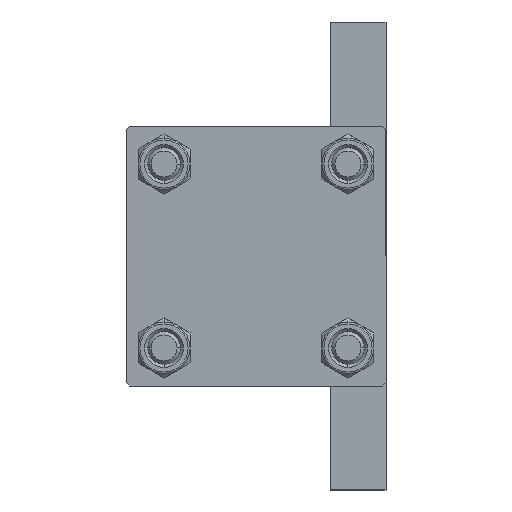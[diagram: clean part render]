
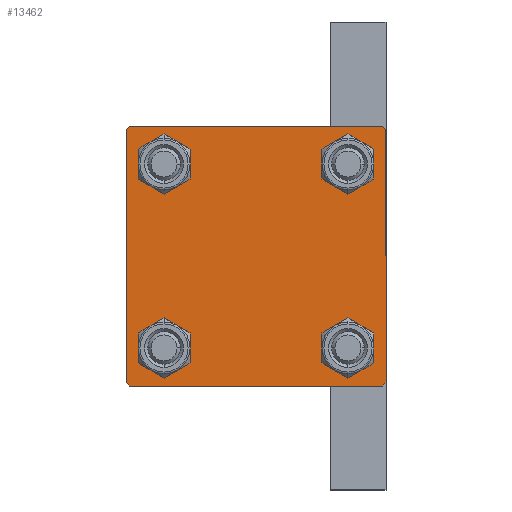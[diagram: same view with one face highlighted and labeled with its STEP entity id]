
A CAD part, left-side view. The second image highlights one B-rep face of the part: STEP entity #13462.
In plain terms, the highlighted planar face has unit normal (-1, 0, 0).
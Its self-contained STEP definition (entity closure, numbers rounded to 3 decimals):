
#34 = CARTESIAN_POINT ( 'NONE',  ( 0., 19.75, -19.75 ) ) ;
#554 = VERTEX_POINT ( 'NONE', #27057 ) ;
#691 = CARTESIAN_POINT ( 'NONE',  ( 0., 14.15, -14.15 ) ) ;
#1176 = VERTEX_POINT ( 'NONE', #12740 ) ;
#1362 = VERTEX_POINT ( 'NONE', #34843 ) ;
#1591 = VERTEX_POINT ( 'NONE', #47957 ) ;
#2161 = DIRECTION ( 'NONE',  ( 1., 0., 0. ) ) ;
#2457 = CARTESIAN_POINT ( 'NONE',  ( 0., -20., -19.5 ) ) ;
#3854 = DIRECTION ( 'NONE',  ( 0., 0., -1. ) ) ;
#4014 = ORIENTED_EDGE ( 'NONE', *, *, #39885, .T. ) ;
#4053 = DIRECTION ( 'NONE',  ( 0., 0., 1. ) ) ;
#4273 = CIRCLE ( 'NONE', #33090, 3. ) ;
#4725 = VERTEX_POINT ( 'NONE', #8507 ) ;
#4855 = CARTESIAN_POINT ( 'NONE',  ( 0., -14.15, -17.15 ) ) ;
#5255 = ORIENTED_EDGE ( 'NONE', *, *, #37931, .T. ) ;
#5419 = DIRECTION ( 'NONE',  ( 1., 0., 0. ) ) ;
#5574 = LINE ( 'NONE', #20426, #24189 ) ;
#6422 = ORIENTED_EDGE ( 'NONE', *, *, #37573, .T. ) ;
#7354 = CARTESIAN_POINT ( 'NONE',  ( 0., 20., -19.5 ) ) ;
#7776 = VERTEX_POINT ( 'NONE', #7354 ) ;
#7856 = ORIENTED_EDGE ( 'NONE', *, *, #9311, .F. ) ;
#8351 = ORIENTED_EDGE ( 'NONE', *, *, #17130, .T. ) ;
#8507 = CARTESIAN_POINT ( 'NONE',  ( 0., 19.5, -20. ) ) ;
#8564 = VECTOR ( 'NONE', #18979, 1000. ) ;
#9012 = DIRECTION ( 'NONE',  ( 0., 0., -1. ) ) ;
#9086 = EDGE_CURVE ( 'NONE', #7776, #4725, #37010, .T. ) ;
#9157 = FACE_BOUND ( 'NONE', #33449, .T. ) ;
#9311 = EDGE_CURVE ( 'NONE', #32294, #29561, #22608, .T. ) ;
#9339 = CIRCLE ( 'NONE', #13999, 3. ) ;
#10565 = EDGE_LOOP ( 'NONE', ( #29059, #14479 ) ) ;
#10797 = LINE ( 'NONE', #18355, #37185 ) ;
#12296 = CARTESIAN_POINT ( 'NONE',  ( 0., 14.15, 17.15 ) ) ;
#12693 = EDGE_CURVE ( 'NONE', #21118, #1591, #39937, .T. ) ;
#12740 = CARTESIAN_POINT ( 'NONE',  ( 0., -19.5, -20. ) ) ;
#13019 = EDGE_CURVE ( 'NONE', #29583, #48060, #4273, .T. ) ;
#13462 = ADVANCED_FACE ( 'NONE', ( #27672, #42511, #9157, #16713, #39103 ), #20599, .T. ) ;
#13939 = CIRCLE ( 'NONE', #45812, 3. ) ;
#13999 = AXIS2_PLACEMENT_3D ( 'NONE', #17570, #47514, #32405 ) ;
#14479 = ORIENTED_EDGE ( 'NONE', *, *, #13019, .T. ) ;
#15137 = DIRECTION ( 'NONE',  ( 0., 0., 1. ) ) ;
#15631 = CIRCLE ( 'NONE', #17211, 3. ) ;
#15803 = LINE ( 'NONE', #22386, #8564 ) ;
#16573 = CARTESIAN_POINT ( 'NONE',  ( 0., 20., 20. ) ) ;
#16713 = FACE_BOUND ( 'NONE', #41099, .T. ) ;
#16771 = CARTESIAN_POINT ( 'NONE',  ( 0., -14.15, 14.15 ) ) ;
#17130 = EDGE_CURVE ( 'NONE', #4725, #1176, #23510, .T. ) ;
#17211 = AXIS2_PLACEMENT_3D ( 'NONE', #19039, #30894, #15137 ) ;
#17307 = EDGE_CURVE ( 'NONE', #48060, #29583, #47968, .T. ) ;
#17570 = CARTESIAN_POINT ( 'NONE',  ( 0., -14.15, -14.15 ) ) ;
#17783 = AXIS2_PLACEMENT_3D ( 'NONE', #38206, #23602, #23367 ) ;
#18355 = CARTESIAN_POINT ( 'NONE',  ( 0., -19.75, -19.75 ) ) ;
#18435 = CARTESIAN_POINT ( 'NONE',  ( 0., 14.15, 14.15 ) ) ;
#18571 = ORIENTED_EDGE ( 'NONE', *, *, #30631, .F. ) ;
#18979 = DIRECTION ( 'NONE',  ( 0., 0.707, 0.707 ) ) ;
#19039 = CARTESIAN_POINT ( 'NONE',  ( 0., 14.15, 14.15 ) ) ;
#19230 = AXIS2_PLACEMENT_3D ( 'NONE', #29793, #44627, #40977 ) ;
#19243 = CARTESIAN_POINT ( 'NONE',  ( 0., 14.15, -17.15 ) ) ;
#19714 = DIRECTION ( 'NONE',  ( 0., 0., 1. ) ) ;
#19853 = VECTOR ( 'NONE', #43589, 1000. ) ;
#19883 = ORIENTED_EDGE ( 'NONE', *, *, #12693, .T. ) ;
#20426 = CARTESIAN_POINT ( 'NONE',  ( 0., 20., 20. ) ) ;
#20599 = PLANE ( 'NONE',  #40106 ) ;
#21118 = VERTEX_POINT ( 'NONE', #28774 ) ;
#21220 = ORIENTED_EDGE ( 'NONE', *, *, #9086, .T. ) ;
#22124 = EDGE_CURVE ( 'NONE', #1591, #7776, #23870, .T. ) ;
#22141 = VERTEX_POINT ( 'NONE', #46267 ) ;
#22174 = DIRECTION ( 'NONE',  ( 0., -0.707, -0.707 ) ) ;
#22386 = CARTESIAN_POINT ( 'NONE',  ( 0., -19.75, 19.75 ) ) ;
#22419 = AXIS2_PLACEMENT_3D ( 'NONE', #27353, #5419, #35125 ) ;
#22608 = LINE ( 'NONE', #26021, #27643 ) ;
#22835 = DIRECTION ( 'NONE',  ( 1., 0., 0. ) ) ;
#23367 = DIRECTION ( 'NONE',  ( 0., 0., 1. ) ) ;
#23510 = LINE ( 'NONE', #31041, #24646 ) ;
#23602 = DIRECTION ( 'NONE',  ( 1., 0., 0. ) ) ;
#23870 = LINE ( 'NONE', #16573, #44997 ) ;
#24171 = AXIS2_PLACEMENT_3D ( 'NONE', #691, #22835, #26503 ) ;
#24189 = VECTOR ( 'NONE', #31607, 1000. ) ;
#24646 = VECTOR ( 'NONE', #34699, 1000. ) ;
#25156 = ORIENTED_EDGE ( 'NONE', *, *, #30517, .T. ) ;
#25181 = VERTEX_POINT ( 'NONE', #47494 ) ;
#25377 = VERTEX_POINT ( 'NONE', #4855 ) ;
#26021 = CARTESIAN_POINT ( 'NONE',  ( 0., -20., 20. ) ) ;
#26503 = DIRECTION ( 'NONE',  ( 0., 0., 1. ) ) ;
#26507 = CIRCLE ( 'NONE', #24171, 3. ) ;
#26529 = CARTESIAN_POINT ( 'NONE',  ( 0., -20., 19.5 ) ) ;
#26609 = EDGE_LOOP ( 'NONE', ( #39644, #21220, #8351, #44428, #7856, #35523, #18571, #19883 ) ) ;
#27057 = CARTESIAN_POINT ( 'NONE',  ( 0., 14.15, -11.15 ) ) ;
#27353 = CARTESIAN_POINT ( 'NONE',  ( 0., 14.15, -14.15 ) ) ;
#27384 = ORIENTED_EDGE ( 'NONE', *, *, #27610, .T. ) ;
#27610 = EDGE_CURVE ( 'NONE', #25377, #1362, #9339, .T. ) ;
#27643 = VECTOR ( 'NONE', #3854, 1000. ) ;
#27672 = FACE_BOUND ( 'NONE', #10565, .T. ) ;
#27740 = CARTESIAN_POINT ( 'NONE',  ( 0., -14.15, 17.15 ) ) ;
#27879 = VERTEX_POINT ( 'NONE', #19243 ) ;
#28774 = CARTESIAN_POINT ( 'NONE',  ( 0., 19.5, 20. ) ) ;
#29059 = ORIENTED_EDGE ( 'NONE', *, *, #17307, .T. ) ;
#29561 = VERTEX_POINT ( 'NONE', #2457 ) ;
#29583 = VERTEX_POINT ( 'NONE', #40164 ) ;
#29793 = CARTESIAN_POINT ( 'NONE',  ( 0., -14.15, 14.15 ) ) ;
#29907 = EDGE_LOOP ( 'NONE', ( #6422, #27384 ) ) ;
#30517 = EDGE_CURVE ( 'NONE', #44667, #25181, #15631, .T. ) ;
#30631 = EDGE_CURVE ( 'NONE', #21118, #22141, #5574, .T. ) ;
#30894 = DIRECTION ( 'NONE',  ( 1., 0., 0. ) ) ;
#31041 = CARTESIAN_POINT ( 'NONE',  ( 0., 20., -20. ) ) ;
#31607 = DIRECTION ( 'NONE',  ( 0., -1., 0. ) ) ;
#32294 = VERTEX_POINT ( 'NONE', #26529 ) ;
#32405 = DIRECTION ( 'NONE',  ( 0., 0., 1. ) ) ;
#33090 = AXIS2_PLACEMENT_3D ( 'NONE', #16771, #2161, #19714 ) ;
#33449 = EDGE_LOOP ( 'NONE', ( #37757, #5255 ) ) ;
#34699 = DIRECTION ( 'NONE',  ( 0., -1., 0. ) ) ;
#34843 = CARTESIAN_POINT ( 'NONE',  ( 0., -14.15, -11.15 ) ) ;
#35125 = DIRECTION ( 'NONE',  ( 0., 0., 1. ) ) ;
#35444 = CARTESIAN_POINT ( 'NONE',  ( 0., 0., 0. ) ) ;
#35523 = ORIENTED_EDGE ( 'NONE', *, *, #42675, .T. ) ;
#37010 = LINE ( 'NONE', #34, #42404 ) ;
#37185 = VECTOR ( 'NONE', #44390, 1000. ) ;
#37339 = EDGE_CURVE ( 'NONE', #1176, #29561, #10797, .T. ) ;
#37573 = EDGE_CURVE ( 'NONE', #1362, #25377, #41078, .T. ) ;
#37757 = ORIENTED_EDGE ( 'NONE', *, *, #43576, .T. ) ;
#37931 = EDGE_CURVE ( 'NONE', #27879, #554, #41848, .T. ) ;
#38206 = CARTESIAN_POINT ( 'NONE',  ( 0., -14.15, -14.15 ) ) ;
#39103 = FACE_OUTER_BOUND ( 'NONE', #26609, .T. ) ;
#39576 = DIRECTION ( 'NONE',  ( -1., 0., 0. ) ) ;
#39644 = ORIENTED_EDGE ( 'NONE', *, *, #22124, .T. ) ;
#39885 = EDGE_CURVE ( 'NONE', #25181, #44667, #13939, .T. ) ;
#39937 = LINE ( 'NONE', #47501, #19853 ) ;
#40106 = AXIS2_PLACEMENT_3D ( 'NONE', #35444, #39576, #44368 ) ;
#40164 = CARTESIAN_POINT ( 'NONE',  ( 0., -14.15, 11.15 ) ) ;
#40812 = DIRECTION ( 'NONE',  ( 1., 0., 0. ) ) ;
#40977 = DIRECTION ( 'NONE',  ( 0., 0., 1. ) ) ;
#41078 = CIRCLE ( 'NONE', #17783, 3. ) ;
#41099 = EDGE_LOOP ( 'NONE', ( #25156, #4014 ) ) ;
#41848 = CIRCLE ( 'NONE', #22419, 3. ) ;
#42404 = VECTOR ( 'NONE', #22174, 1000. ) ;
#42511 = FACE_BOUND ( 'NONE', #29907, .T. ) ;
#42675 = EDGE_CURVE ( 'NONE', #32294, #22141, #15803, .T. ) ;
#43576 = EDGE_CURVE ( 'NONE', #554, #27879, #26507, .T. ) ;
#43589 = DIRECTION ( 'NONE',  ( 0., 0.707, -0.707 ) ) ;
#44368 = DIRECTION ( 'NONE',  ( 0., 0., 1. ) ) ;
#44390 = DIRECTION ( 'NONE',  ( 0., -0.707, 0.707 ) ) ;
#44428 = ORIENTED_EDGE ( 'NONE', *, *, #37339, .T. ) ;
#44627 = DIRECTION ( 'NONE',  ( 1., 0., 0. ) ) ;
#44667 = VERTEX_POINT ( 'NONE', #12296 ) ;
#44997 = VECTOR ( 'NONE', #9012, 1000. ) ;
#45812 = AXIS2_PLACEMENT_3D ( 'NONE', #18435, #40812, #4053 ) ;
#46267 = CARTESIAN_POINT ( 'NONE',  ( 0., -19.5, 20. ) ) ;
#47494 = CARTESIAN_POINT ( 'NONE',  ( 0., 14.15, 11.15 ) ) ;
#47501 = CARTESIAN_POINT ( 'NONE',  ( 0., 19.75, 19.75 ) ) ;
#47514 = DIRECTION ( 'NONE',  ( 1., 0., 0. ) ) ;
#47957 = CARTESIAN_POINT ( 'NONE',  ( 0., 20., 19.5 ) ) ;
#47968 = CIRCLE ( 'NONE', #19230, 3. ) ;
#48060 = VERTEX_POINT ( 'NONE', #27740 ) ;
